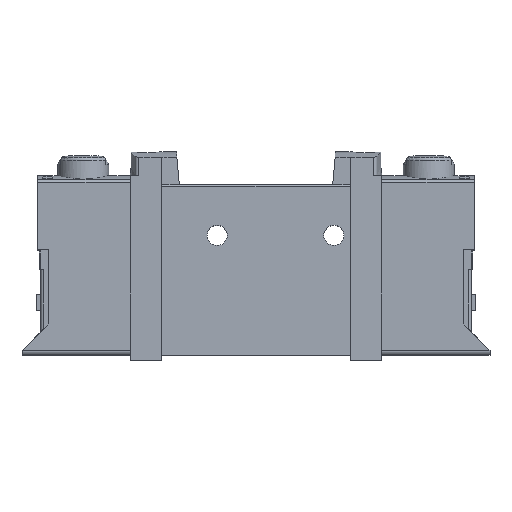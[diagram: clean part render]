
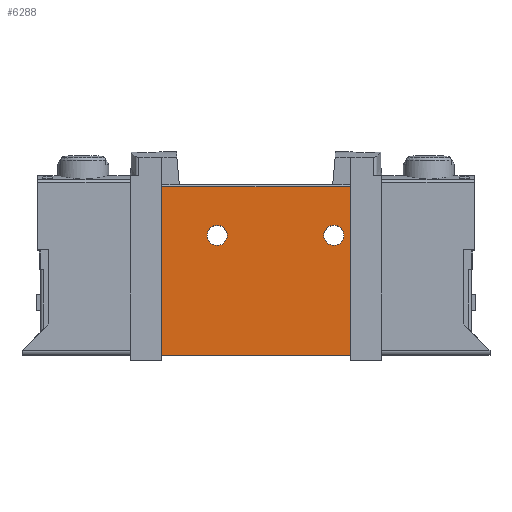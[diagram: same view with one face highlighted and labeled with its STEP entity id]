
A CAD part, top view. The second image highlights one B-rep face of the part: STEP entity #6288.
In plain terms, the highlighted planar face has unit normal (0, 0, 1).
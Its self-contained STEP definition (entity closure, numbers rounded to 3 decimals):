
#102=PLANE('',#6802);
#579=LINE('',#9892,#1235);
#649=LINE('',#10062,#1305);
#652=LINE('',#10070,#1308);
#655=LINE('',#10078,#1311);
#1235=VECTOR('',#7752,1000.);
#1305=VECTOR('',#7892,1000.);
#1308=VECTOR('',#7899,1000.);
#1311=VECTOR('',#7908,1000.);
#2256=ORIENTED_EDGE('',*,*,#3986,.F.);
#2257=ORIENTED_EDGE('',*,*,#3987,.F.);
#2258=ORIENTED_EDGE('',*,*,#3889,.T.);
#2259=ORIENTED_EDGE('',*,*,#3988,.F.);
#2260=ORIENTED_EDGE('',*,*,#3979,.F.);
#2261=ORIENTED_EDGE('',*,*,#3983,.T.);
#3889=EDGE_CURVE('',#4766,#4765,#579,.T.);
#3979=EDGE_CURVE('',#4830,#4831,#649,.T.);
#3983=EDGE_CURVE('',#4830,#4766,#652,.T.);
#3986=EDGE_CURVE('',#4834,#4834,#5192,.F.);
#3987=EDGE_CURVE('',#4835,#4835,#5193,.F.);
#3988=EDGE_CURVE('',#4831,#4765,#655,.T.);
#4765=VERTEX_POINT('',#9891);
#4766=VERTEX_POINT('',#9893);
#4830=VERTEX_POINT('',#10061);
#4831=VERTEX_POINT('',#10063);
#4834=VERTEX_POINT('',#10075);
#4835=VERTEX_POINT('',#10077);
#5192=CIRCLE('',#6803,1.6);
#5193=CIRCLE('',#6804,1.6);
#5382=EDGE_LOOP('',(#2256));
#5383=EDGE_LOOP('',(#2257));
#5384=EDGE_LOOP('',(#2258,#2259,#2260,#2261));
#5810=FACE_BOUND('',#5382,.T.);
#5811=FACE_BOUND('',#5383,.T.);
#5812=FACE_BOUND('',#5384,.T.);
#6288=ADVANCED_FACE('',(#5810,#5811,#5812),#102,.F.);
#6802=AXIS2_PLACEMENT_3D('',#10073,#7902,#7903);
#6803=AXIS2_PLACEMENT_3D('',#10074,#7904,#7905);
#6804=AXIS2_PLACEMENT_3D('',#10076,#7906,#7907);
#7752=DIRECTION('',(0.,-1.,0.));
#7892=DIRECTION('',(0.,-1.,0.));
#7899=DIRECTION('',(-1.,0.,0.));
#7902=DIRECTION('',(0.,0.,-1.));
#7903=DIRECTION('',(-1.,0.,0.));
#7904=DIRECTION('',(0.,0.,-1.));
#7905=DIRECTION('',(-1.,0.,0.));
#7906=DIRECTION('',(0.,0.,-1.));
#7907=DIRECTION('',(-1.,0.,0.));
#7908=DIRECTION('',(-1.,0.,0.));
#9891=CARTESIAN_POINT('',(-14.95,0.,5.1));
#9892=CARTESIAN_POINT('',(-14.95,26.7,5.1));
#9893=CARTESIAN_POINT('',(-14.95,26.7,5.1));
#10061=CARTESIAN_POINT('',(14.95,26.7,5.1));
#10062=CARTESIAN_POINT('',(14.95,26.7,5.1));
#10063=CARTESIAN_POINT('',(14.95,0.,5.1));
#10070=CARTESIAN_POINT('',(14.95,26.7,5.1));
#10073=CARTESIAN_POINT('',(14.95,26.7,5.1));
#10074=CARTESIAN_POINT('',(12.35,19.,5.1));
#10075=CARTESIAN_POINT('',(10.75,19.,5.1));
#10076=CARTESIAN_POINT('',(-6.15,19.,5.1));
#10077=CARTESIAN_POINT('',(-7.75,19.,5.1));
#10078=CARTESIAN_POINT('',(14.95,0.,5.1));
